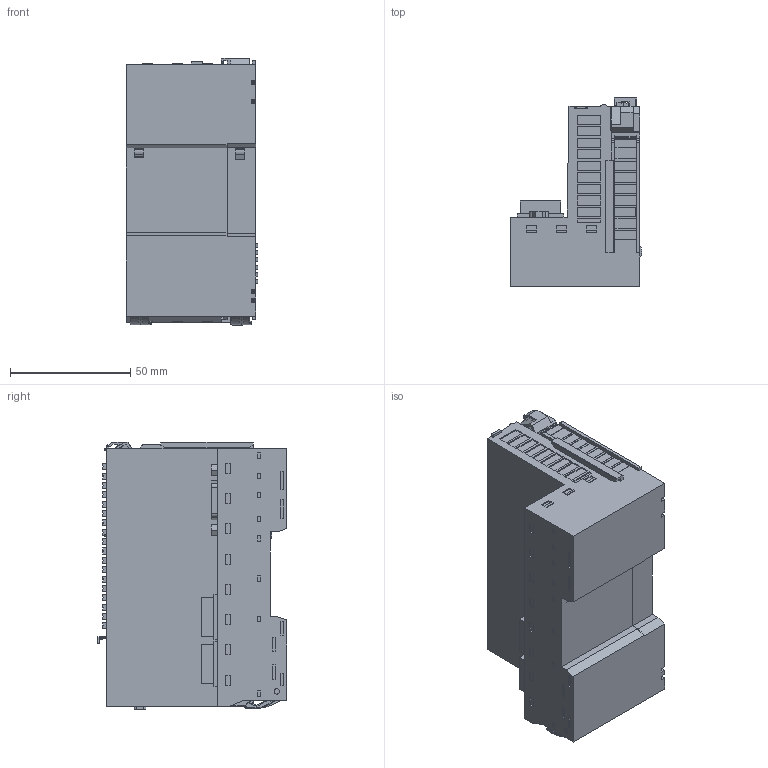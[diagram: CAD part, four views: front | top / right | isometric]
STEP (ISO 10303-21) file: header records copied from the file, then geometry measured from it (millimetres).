
FILE_DESCRIPTION((''),'2;1');
FILE_NAME('SALES_M_MS_MODULE_PIO','2021-04-08T',('seo'),(''),'CREO PARAMETRIC BY PTC INC, 2016130','CREO PARAMETRIC BY PTC INC, 2016130','');
FILE_SCHEMA(('CONFIG_CONTROL_DESIGN'));
Products named in the file (1): SALES_M_MS_MODULE_PIO
Bounding box: 54.84 x 79 x 111.45 mm (x, y, z)
Volume: 300333.1 mm3; surface area: 49370.5 mm2
Topology: 1 solids, 21 shells, 2222 faces, 5879 edges, 3861 vertices
Faces by surface type: plane 1811, cylinder 191, extrusion 130, bspline 36, cone 24, torus 18, sphere 12
Entity records: 71032 total; most frequent: CARTESIAN_POINT 16294, ORIENTED_EDGE 11758, DIRECTION 10242, EDGE_CURVE 5879, VECTOR 5150, LINE 5020, VERTEX_POINT 3861, AXIS2_PLACEMENT_3D 2546
